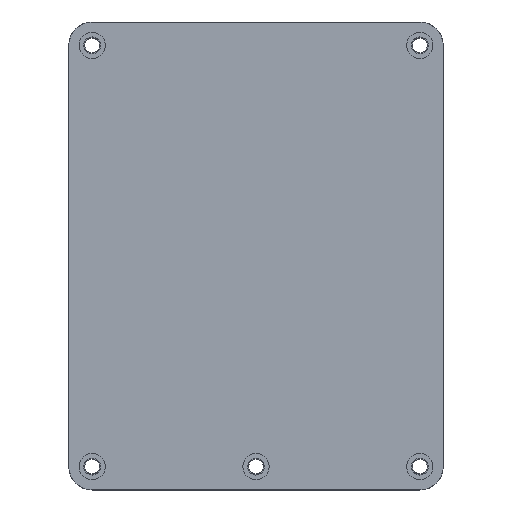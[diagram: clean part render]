
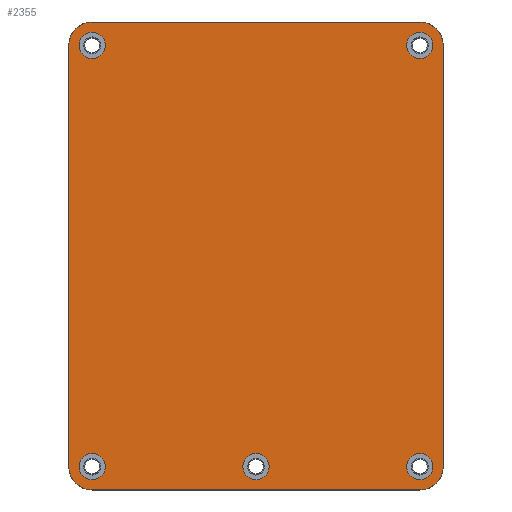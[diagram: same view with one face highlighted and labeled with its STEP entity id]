
A CAD part, top view. The second image highlights one B-rep face of the part: STEP entity #2355.
In plain terms, the highlighted planar face has unit normal (0, 0, 1).
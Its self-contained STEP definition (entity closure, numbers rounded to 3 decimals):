
#2355 = ADVANCED_FACE('',(#2356,#2490,#2501,#2512,#2523,#2534),#2545,.T.
  );
#2356 = FACE_BOUND('',#2357,.F.);
#2357 = EDGE_LOOP('',(#2358,#2369,#2377,#2385,#2393,#2402,#2410,#2418,
    #2426,#2435,#2443,#2451,#2459,#2468,#2476,#2484));
#2358 = ORIENTED_EDGE('',*,*,#2359,.T.);
#2359 = EDGE_CURVE('',#2360,#2362,#2364,.T.);
#2360 = VERTEX_POINT('',#2361);
#2361 = CARTESIAN_POINT('',(0.002,-4.782,1.56));
#2362 = VERTEX_POINT('',#2363);
#2363 = CARTESIAN_POINT('',(4.782,-0.002,1.56));
#2364 = CIRCLE('',#2365,5.002);
#2365 = AXIS2_PLACEMENT_3D('',#2366,#2367,#2368);
#2366 = CARTESIAN_POINT('',(5.,-5.,1.56));
#2367 = DIRECTION('',(0.,0.,-1.));
#2368 = DIRECTION('',(-0.999,0.044,0.));
#2369 = ORIENTED_EDGE('',*,*,#2370,.T.);
#2370 = EDGE_CURVE('',#2362,#2371,#2373,.T.);
#2371 = VERTEX_POINT('',#2372);
#2372 = CARTESIAN_POINT('',(5.,-0.,1.56));
#2373 = LINE('',#2374,#2375);
#2374 = CARTESIAN_POINT('',(4.782,-0.002,1.56));
#2375 = VECTOR('',#2376,1.);
#2376 = DIRECTION('',(1.,0.011,0.));
#2377 = ORIENTED_EDGE('',*,*,#2378,.T.);
#2378 = EDGE_CURVE('',#2371,#2379,#2381,.T.);
#2379 = VERTEX_POINT('',#2380);
#2380 = CARTESIAN_POINT('',(75.,-0.,1.56));
#2381 = LINE('',#2382,#2383);
#2382 = CARTESIAN_POINT('',(5.,-0.,1.56));
#2383 = VECTOR('',#2384,1.);
#2384 = DIRECTION('',(1.,0.,0.));
#2385 = ORIENTED_EDGE('',*,*,#2386,.T.);
#2386 = EDGE_CURVE('',#2379,#2387,#2389,.T.);
#2387 = VERTEX_POINT('',#2388);
#2388 = CARTESIAN_POINT('',(75.218,-0.002,1.56));
#2389 = LINE('',#2390,#2391);
#2390 = CARTESIAN_POINT('',(75.,-0.,1.56));
#2391 = VECTOR('',#2392,1.);
#2392 = DIRECTION('',(1.,-0.011,0.));
#2393 = ORIENTED_EDGE('',*,*,#2394,.T.);
#2394 = EDGE_CURVE('',#2387,#2395,#2397,.T.);
#2395 = VERTEX_POINT('',#2396);
#2396 = CARTESIAN_POINT('',(79.998,-4.782,1.56));
#2397 = CIRCLE('',#2398,5.002);
#2398 = AXIS2_PLACEMENT_3D('',#2399,#2400,#2401);
#2399 = CARTESIAN_POINT('',(75.,-5.,1.56));
#2400 = DIRECTION('',(0.,0.,-1.));
#2401 = DIRECTION('',(0.044,0.999,0.));
#2402 = ORIENTED_EDGE('',*,*,#2403,.T.);
#2403 = EDGE_CURVE('',#2395,#2404,#2406,.T.);
#2404 = VERTEX_POINT('',#2405);
#2405 = CARTESIAN_POINT('',(80.,-5.,1.56));
#2406 = LINE('',#2407,#2408);
#2407 = CARTESIAN_POINT('',(79.998,-4.782,1.56));
#2408 = VECTOR('',#2409,1.);
#2409 = DIRECTION('',(0.011,-1.,0.));
#2410 = ORIENTED_EDGE('',*,*,#2411,.T.);
#2411 = EDGE_CURVE('',#2404,#2412,#2414,.T.);
#2412 = VERTEX_POINT('',#2413);
#2413 = CARTESIAN_POINT('',(80.,-95.,1.56));
#2414 = LINE('',#2415,#2416);
#2415 = CARTESIAN_POINT('',(80.,-5.,1.56));
#2416 = VECTOR('',#2417,1.);
#2417 = DIRECTION('',(0.,-1.,0.));
#2418 = ORIENTED_EDGE('',*,*,#2419,.T.);
#2419 = EDGE_CURVE('',#2412,#2420,#2422,.T.);
#2420 = VERTEX_POINT('',#2421);
#2421 = CARTESIAN_POINT('',(79.998,-95.218,1.56));
#2422 = LINE('',#2423,#2424);
#2423 = CARTESIAN_POINT('',(80.,-95.,1.56));
#2424 = VECTOR('',#2425,1.);
#2425 = DIRECTION('',(-0.011,-1.,0.));
#2426 = ORIENTED_EDGE('',*,*,#2427,.T.);
#2427 = EDGE_CURVE('',#2420,#2428,#2430,.T.);
#2428 = VERTEX_POINT('',#2429);
#2429 = CARTESIAN_POINT('',(75.218,-99.998,1.56));
#2430 = CIRCLE('',#2431,5.002);
#2431 = AXIS2_PLACEMENT_3D('',#2432,#2433,#2434);
#2432 = CARTESIAN_POINT('',(75.,-95.,1.56));
#2433 = DIRECTION('',(0.,0.,-1.));
#2434 = DIRECTION('',(0.999,-0.044,0.));
#2435 = ORIENTED_EDGE('',*,*,#2436,.T.);
#2436 = EDGE_CURVE('',#2428,#2437,#2439,.T.);
#2437 = VERTEX_POINT('',#2438);
#2438 = CARTESIAN_POINT('',(75.,-100.,1.56));
#2439 = LINE('',#2440,#2441);
#2440 = CARTESIAN_POINT('',(75.218,-99.998,1.56));
#2441 = VECTOR('',#2442,1.);
#2442 = DIRECTION('',(-1.,-0.011,0.));
#2443 = ORIENTED_EDGE('',*,*,#2444,.T.);
#2444 = EDGE_CURVE('',#2437,#2445,#2447,.T.);
#2445 = VERTEX_POINT('',#2446);
#2446 = CARTESIAN_POINT('',(5.,-100.,1.56));
#2447 = LINE('',#2448,#2449);
#2448 = CARTESIAN_POINT('',(75.,-100.,1.56));
#2449 = VECTOR('',#2450,1.);
#2450 = DIRECTION('',(-1.,0.,0.));
#2451 = ORIENTED_EDGE('',*,*,#2452,.T.);
#2452 = EDGE_CURVE('',#2445,#2453,#2455,.T.);
#2453 = VERTEX_POINT('',#2454);
#2454 = CARTESIAN_POINT('',(4.782,-99.998,1.56));
#2455 = LINE('',#2456,#2457);
#2456 = CARTESIAN_POINT('',(5.,-100.,1.56));
#2457 = VECTOR('',#2458,1.);
#2458 = DIRECTION('',(-1.,0.011,0.));
#2459 = ORIENTED_EDGE('',*,*,#2460,.T.);
#2460 = EDGE_CURVE('',#2453,#2461,#2463,.T.);
#2461 = VERTEX_POINT('',#2462);
#2462 = CARTESIAN_POINT('',(0.002,-95.218,1.56));
#2463 = CIRCLE('',#2464,5.002);
#2464 = AXIS2_PLACEMENT_3D('',#2465,#2466,#2467);
#2465 = CARTESIAN_POINT('',(5.,-95.,1.56));
#2466 = DIRECTION('',(0.,0.,-1.));
#2467 = DIRECTION('',(-0.044,-0.999,-0.));
#2468 = ORIENTED_EDGE('',*,*,#2469,.T.);
#2469 = EDGE_CURVE('',#2461,#2470,#2472,.T.);
#2470 = VERTEX_POINT('',#2471);
#2471 = CARTESIAN_POINT('',(0.,-95.,1.56));
#2472 = LINE('',#2473,#2474);
#2473 = CARTESIAN_POINT('',(0.002,-95.218,1.56));
#2474 = VECTOR('',#2475,1.);
#2475 = DIRECTION('',(-0.011,1.,0.));
#2476 = ORIENTED_EDGE('',*,*,#2477,.T.);
#2477 = EDGE_CURVE('',#2470,#2478,#2480,.T.);
#2478 = VERTEX_POINT('',#2479);
#2479 = CARTESIAN_POINT('',(0.,-5.,1.56));
#2480 = LINE('',#2481,#2482);
#2481 = CARTESIAN_POINT('',(0.,-95.,1.56));
#2482 = VECTOR('',#2483,1.);
#2483 = DIRECTION('',(0.,1.,0.));
#2484 = ORIENTED_EDGE('',*,*,#2485,.T.);
#2485 = EDGE_CURVE('',#2478,#2360,#2486,.T.);
#2486 = LINE('',#2487,#2488);
#2487 = CARTESIAN_POINT('',(0.,-5.,1.56));
#2488 = VECTOR('',#2489,1.);
#2489 = DIRECTION('',(0.011,1.,0.));
#2490 = FACE_BOUND('',#2491,.F.);
#2491 = EDGE_LOOP('',(#2492));
#2492 = ORIENTED_EDGE('',*,*,#2493,.T.);
#2493 = EDGE_CURVE('',#2494,#2494,#2496,.T.);
#2494 = VERTEX_POINT('',#2495);
#2495 = CARTESIAN_POINT('',(7.8,-95.,1.56));
#2496 = CIRCLE('',#2497,2.8);
#2497 = AXIS2_PLACEMENT_3D('',#2498,#2499,#2500);
#2498 = CARTESIAN_POINT('',(5.,-95.,1.56));
#2499 = DIRECTION('',(0.,0.,1.));
#2500 = DIRECTION('',(1.,0.,-0.));
#2501 = FACE_BOUND('',#2502,.F.);
#2502 = EDGE_LOOP('',(#2503));
#2503 = ORIENTED_EDGE('',*,*,#2504,.T.);
#2504 = EDGE_CURVE('',#2505,#2505,#2507,.T.);
#2505 = VERTEX_POINT('',#2506);
#2506 = CARTESIAN_POINT('',(42.8,-95.,1.56));
#2507 = CIRCLE('',#2508,2.8);
#2508 = AXIS2_PLACEMENT_3D('',#2509,#2510,#2511);
#2509 = CARTESIAN_POINT('',(40.,-95.,1.56));
#2510 = DIRECTION('',(0.,0.,1.));
#2511 = DIRECTION('',(1.,0.,-0.));
#2512 = FACE_BOUND('',#2513,.F.);
#2513 = EDGE_LOOP('',(#2514));
#2514 = ORIENTED_EDGE('',*,*,#2515,.T.);
#2515 = EDGE_CURVE('',#2516,#2516,#2518,.T.);
#2516 = VERTEX_POINT('',#2517);
#2517 = CARTESIAN_POINT('',(77.8,-95.,1.56));
#2518 = CIRCLE('',#2519,2.8);
#2519 = AXIS2_PLACEMENT_3D('',#2520,#2521,#2522);
#2520 = CARTESIAN_POINT('',(75.,-95.,1.56));
#2521 = DIRECTION('',(0.,0.,1.));
#2522 = DIRECTION('',(1.,0.,-0.));
#2523 = FACE_BOUND('',#2524,.F.);
#2524 = EDGE_LOOP('',(#2525));
#2525 = ORIENTED_EDGE('',*,*,#2526,.T.);
#2526 = EDGE_CURVE('',#2527,#2527,#2529,.T.);
#2527 = VERTEX_POINT('',#2528);
#2528 = CARTESIAN_POINT('',(7.8,-5.,1.56));
#2529 = CIRCLE('',#2530,2.8);
#2530 = AXIS2_PLACEMENT_3D('',#2531,#2532,#2533);
#2531 = CARTESIAN_POINT('',(5.,-5.,1.56));
#2532 = DIRECTION('',(0.,0.,1.));
#2533 = DIRECTION('',(1.,0.,-0.));
#2534 = FACE_BOUND('',#2535,.F.);
#2535 = EDGE_LOOP('',(#2536));
#2536 = ORIENTED_EDGE('',*,*,#2537,.T.);
#2537 = EDGE_CURVE('',#2538,#2538,#2540,.T.);
#2538 = VERTEX_POINT('',#2539);
#2539 = CARTESIAN_POINT('',(77.8,-5.,1.56));
#2540 = CIRCLE('',#2541,2.8);
#2541 = AXIS2_PLACEMENT_3D('',#2542,#2543,#2544);
#2542 = CARTESIAN_POINT('',(75.,-5.,1.56));
#2543 = DIRECTION('',(0.,0.,1.));
#2544 = DIRECTION('',(1.,0.,-0.));
#2545 = PLANE('',#2546);
#2546 = AXIS2_PLACEMENT_3D('',#2547,#2548,#2549);
#2547 = CARTESIAN_POINT('',(0.,0.,1.56));
#2548 = DIRECTION('',(0.,0.,1.));
#2549 = DIRECTION('',(1.,0.,-0.));
